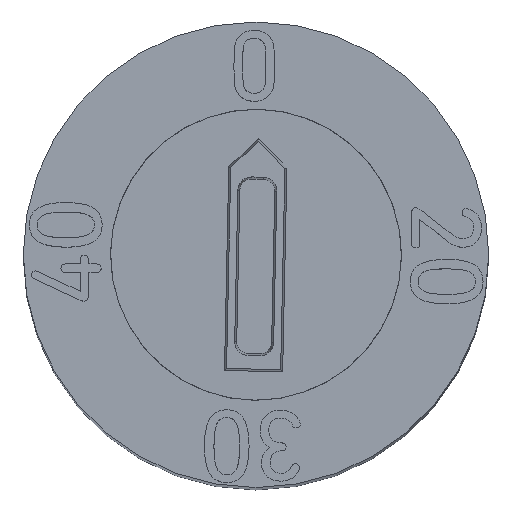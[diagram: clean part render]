
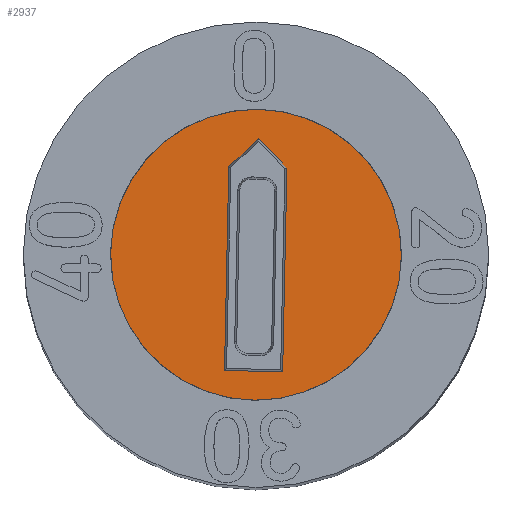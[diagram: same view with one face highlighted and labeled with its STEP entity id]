
A CAD part, top view. The second image highlights one B-rep face of the part: STEP entity #2937.
In plain terms, the highlighted planar face has unit normal (0, 0, 1).
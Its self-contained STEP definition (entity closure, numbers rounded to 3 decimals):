
#69=CIRCLE('',#3085,1.25);
#93=FACE_BOUND('',#479,.T.);
#138=PLANE('',#3084);
#298=FACE_OUTER_BOUND('',#478,.T.);
#478=EDGE_LOOP('',(#2642));
#479=EDGE_LOOP('',(#2643,#2644,#2645,#2646,#2647));
#673=LINE('',#5671,#874);
#677=LINE('',#5678,#878);
#680=LINE('',#5684,#881);
#683=LINE('',#5690,#884);
#685=LINE('',#5693,#886);
#874=VECTOR('',#3444,10.);
#878=VECTOR('',#3450,10.);
#881=VECTOR('',#3455,10.);
#884=VECTOR('',#3460,10.);
#886=VECTOR('',#3464,10.);
#1363=VERTEX_POINT('',#5668);
#1364=VERTEX_POINT('',#5670);
#1366=VERTEX_POINT('',#5676);
#1368=VERTEX_POINT('',#5682);
#1370=VERTEX_POINT('',#5688);
#1371=VERTEX_POINT('',#5696);
#1787=EDGE_CURVE('',#1364,#1363,#673,.T.);
#1791=EDGE_CURVE('',#1363,#1366,#677,.T.);
#1794=EDGE_CURVE('',#1366,#1368,#680,.T.);
#1797=EDGE_CURVE('',#1368,#1370,#683,.T.);
#1799=EDGE_CURVE('',#1370,#1364,#685,.T.);
#1800=EDGE_CURVE('',#1371,#1371,#69,.T.);
#2642=ORIENTED_EDGE('',*,*,#1800,.F.);
#2643=ORIENTED_EDGE('',*,*,#1787,.T.);
#2644=ORIENTED_EDGE('',*,*,#1791,.T.);
#2645=ORIENTED_EDGE('',*,*,#1794,.T.);
#2646=ORIENTED_EDGE('',*,*,#1797,.T.);
#2647=ORIENTED_EDGE('',*,*,#1799,.T.);
#2937=ADVANCED_FACE('',(#298,#93),#138,.F.);
#3084=AXIS2_PLACEMENT_3D('',#5695,#3467,#3468);
#3085=AXIS2_PLACEMENT_3D('',#5697,#3469,#3470);
#3444=DIRECTION('',(-0.707,-0.707,0.));
#3450=DIRECTION('',(-0.707,0.707,0.));
#3455=DIRECTION('',(0.,1.,0.));
#3460=DIRECTION('',(1.,0.,0.));
#3464=DIRECTION('',(0.,-1.,0.));
#3467=DIRECTION('center_axis',(0.,0.,-1.));
#3468=DIRECTION('ref_axis',(-1.,0.,0.));
#3469=DIRECTION('center_axis',(0.,0.,-1.));
#3470=DIRECTION('ref_axis',(-1.,0.,0.));
#5668=CARTESIAN_POINT('',(0.,-1.,2.3));
#5670=CARTESIAN_POINT('',(0.25,-0.75,2.3));
#5671=CARTESIAN_POINT('',(0.375,-0.625,2.3));
#5676=CARTESIAN_POINT('',(-0.25,-0.75,2.3));
#5678=CARTESIAN_POINT('',(-0.25,-0.75,2.3));
#5682=CARTESIAN_POINT('',(-0.25,1.,2.3));
#5684=CARTESIAN_POINT('',(-0.25,-0.375,2.3));
#5688=CARTESIAN_POINT('',(0.25,1.,2.3));
#5690=CARTESIAN_POINT('',(-0.125,1.,2.3));
#5693=CARTESIAN_POINT('',(0.25,0.5,2.3));
#5695=CARTESIAN_POINT('Origin',(0.,0.,2.3));
#5696=CARTESIAN_POINT('',(1.25,0.,2.3));
#5697=CARTESIAN_POINT('Origin',(0.,0.,2.3));
